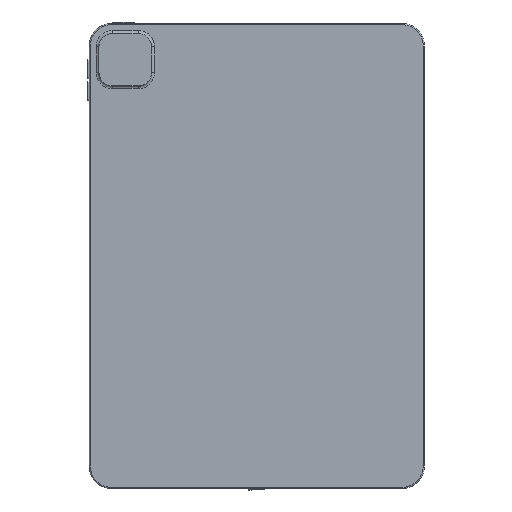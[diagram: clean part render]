
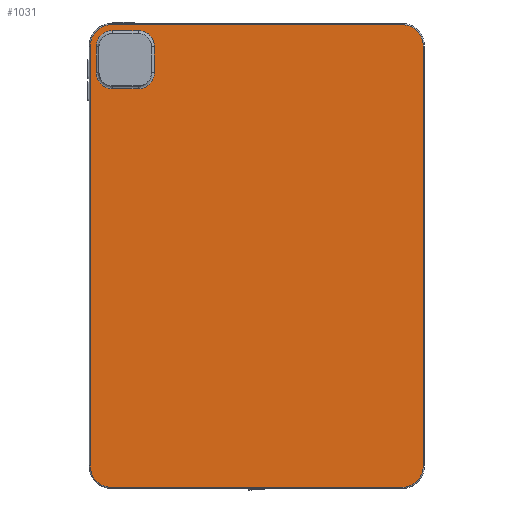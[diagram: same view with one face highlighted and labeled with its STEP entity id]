
A CAD part, front view. The second image highlights one B-rep face of the part: STEP entity #1031.
In plain terms, the highlighted free-form (B-spline) face has degree [1, 1] with [2, 2] control points.
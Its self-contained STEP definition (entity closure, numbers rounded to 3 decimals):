
#1031 = ADVANCED_FACE('',(#1032,#1094),#1156,.T.);
#1032 = FACE_BOUND('',#1033,.T.);
#1033 = EDGE_LOOP('',(#1034,#1044,#1051,#1059,#1066,#1074,#1081,#1089));
#1034 = ORIENTED_EDGE('',*,*,#1035,.T.);
#1035 = EDGE_CURVE('',#1036,#1038,#1040,.T.);
#1036 = VERTEX_POINT('',#1037);
#1037 = CARTESIAN_POINT('',(298.086,0.,61.103));
#1038 = VERTEX_POINT('',#1039);
#1039 = CARTESIAN_POINT('',(290.836,0.,68.353));
#1040 = ( BOUNDED_CURVE() B_SPLINE_CURVE(2,(#1041,#1042,#1043),
.UNSPECIFIED.,.F.,.F.) B_SPLINE_CURVE_WITH_KNOTS((3,3),(0.,
1.571),.PIECEWISE_BEZIER_KNOTS.) CURVE() 
GEOMETRIC_REPRESENTATION_ITEM() RATIONAL_B_SPLINE_CURVE((1.,
0.707,1.)) REPRESENTATION_ITEM('') );
#1041 = CARTESIAN_POINT('',(298.086,0.,61.103));
#1042 = CARTESIAN_POINT('',(290.836,0.,61.103));
#1043 = CARTESIAN_POINT('',(290.836,0.,68.353));
#1044 = ORIENTED_EDGE('',*,*,#1045,.T.);
#1045 = EDGE_CURVE('',#1038,#1046,#1048,.T.);
#1046 = VERTEX_POINT('',#1047);
#1047 = CARTESIAN_POINT('',(290.836,0.,79.854));
#1048 = B_SPLINE_CURVE_WITH_KNOTS('',1,(#1049,#1050),.UNSPECIFIED.,.F.,
  .F.,(2,2),(0.,13.712),.PIECEWISE_BEZIER_KNOTS.);
#1049 = CARTESIAN_POINT('',(290.836,0.,68.353));
#1050 = CARTESIAN_POINT('',(290.836,0.,79.854));
#1051 = ORIENTED_EDGE('',*,*,#1052,.T.);
#1052 = EDGE_CURVE('',#1046,#1053,#1055,.T.);
#1053 = VERTEX_POINT('',#1054);
#1054 = CARTESIAN_POINT('',(298.086,0.,87.104));
#1055 = ( BOUNDED_CURVE() B_SPLINE_CURVE(2,(#1056,#1057,#1058),
.UNSPECIFIED.,.F.,.F.) B_SPLINE_CURVE_WITH_KNOTS((3,3),(1.571,
3.142),.PIECEWISE_BEZIER_KNOTS.) CURVE() 
GEOMETRIC_REPRESENTATION_ITEM() RATIONAL_B_SPLINE_CURVE((1.,
0.707,1.)) REPRESENTATION_ITEM('') );
#1056 = CARTESIAN_POINT('',(290.836,0.,79.854));
#1057 = CARTESIAN_POINT('',(290.836,0.,87.104));
#1058 = CARTESIAN_POINT('',(298.086,0.,87.104));
#1059 = ORIENTED_EDGE('',*,*,#1060,.T.);
#1060 = EDGE_CURVE('',#1053,#1061,#1063,.T.);
#1061 = VERTEX_POINT('',#1062);
#1062 = CARTESIAN_POINT('',(309.587,0.,87.104));
#1063 = B_SPLINE_CURVE_WITH_KNOTS('',1,(#1064,#1065),.UNSPECIFIED.,.F.,
  .F.,(2,2),(0.,13.712),.PIECEWISE_BEZIER_KNOTS.);
#1064 = CARTESIAN_POINT('',(298.086,0.,87.104));
#1065 = CARTESIAN_POINT('',(309.587,0.,87.104));
#1066 = ORIENTED_EDGE('',*,*,#1067,.T.);
#1067 = EDGE_CURVE('',#1061,#1068,#1070,.T.);
#1068 = VERTEX_POINT('',#1069);
#1069 = CARTESIAN_POINT('',(316.837,0.,79.854));
#1070 = ( BOUNDED_CURVE() B_SPLINE_CURVE(2,(#1071,#1072,#1073),
.UNSPECIFIED.,.F.,.F.) B_SPLINE_CURVE_WITH_KNOTS((3,3),(3.142,
4.712),.PIECEWISE_BEZIER_KNOTS.) CURVE() 
GEOMETRIC_REPRESENTATION_ITEM() RATIONAL_B_SPLINE_CURVE((1.,
0.707,1.)) REPRESENTATION_ITEM('') );
#1071 = CARTESIAN_POINT('',(309.587,0.,87.104));
#1072 = CARTESIAN_POINT('',(316.837,0.,87.104));
#1073 = CARTESIAN_POINT('',(316.837,0.,79.854));
#1074 = ORIENTED_EDGE('',*,*,#1075,.T.);
#1075 = EDGE_CURVE('',#1068,#1076,#1078,.T.);
#1076 = VERTEX_POINT('',#1077);
#1077 = CARTESIAN_POINT('',(316.837,0.,68.353));
#1078 = B_SPLINE_CURVE_WITH_KNOTS('',1,(#1079,#1080),.UNSPECIFIED.,.F.,
  .F.,(2,2),(0.,13.712),.PIECEWISE_BEZIER_KNOTS.);
#1079 = CARTESIAN_POINT('',(316.837,0.,79.854));
#1080 = CARTESIAN_POINT('',(316.837,0.,68.353));
#1081 = ORIENTED_EDGE('',*,*,#1082,.T.);
#1082 = EDGE_CURVE('',#1076,#1083,#1085,.T.);
#1083 = VERTEX_POINT('',#1084);
#1084 = CARTESIAN_POINT('',(309.587,0.,61.103));
#1085 = ( BOUNDED_CURVE() B_SPLINE_CURVE(2,(#1086,#1087,#1088),
.UNSPECIFIED.,.F.,.F.) B_SPLINE_CURVE_WITH_KNOTS((3,3),(4.712,
6.283),.PIECEWISE_BEZIER_KNOTS.) CURVE() 
GEOMETRIC_REPRESENTATION_ITEM() RATIONAL_B_SPLINE_CURVE((1.,
0.707,1.)) REPRESENTATION_ITEM('') );
#1086 = CARTESIAN_POINT('',(316.837,0.,68.353));
#1087 = CARTESIAN_POINT('',(316.837,0.,61.103));
#1088 = CARTESIAN_POINT('',(309.587,0.,61.103));
#1089 = ORIENTED_EDGE('',*,*,#1090,.T.);
#1090 = EDGE_CURVE('',#1083,#1036,#1091,.T.);
#1091 = B_SPLINE_CURVE_WITH_KNOTS('',1,(#1092,#1093),.UNSPECIFIED.,.F.,
  .F.,(2,2),(0.,13.712),.PIECEWISE_BEZIER_KNOTS.);
#1092 = CARTESIAN_POINT('',(309.587,0.,61.103));
#1093 = CARTESIAN_POINT('',(298.086,0.,61.103));
#1094 = FACE_BOUND('',#1095,.T.);
#1095 = EDGE_LOOP('',(#1096,#1105,#1113,#1120,#1128,#1135,#1143,#1150));
#1096 = ORIENTED_EDGE('',*,*,#1097,.T.);
#1097 = EDGE_CURVE('',#1098,#1100,#1102,.T.);
#1098 = VERTEX_POINT('',#1099);
#1099 = CARTESIAN_POINT('',(297.756,0.,-116.922));
#1100 = VERTEX_POINT('',#1101);
#1101 = CARTESIAN_POINT('',(427.342,0.,-116.922));
#1102 = B_SPLINE_CURVE_WITH_KNOTS('',1,(#1103,#1104),.UNSPECIFIED.,.F.,
  .F.,(2,2),(0.,154.5),.PIECEWISE_BEZIER_KNOTS.);
#1103 = CARTESIAN_POINT('',(297.756,0.,-116.922));
#1104 = CARTESIAN_POINT('',(427.342,0.,-116.922));
#1105 = ORIENTED_EDGE('',*,*,#1106,.T.);
#1106 = EDGE_CURVE('',#1100,#1107,#1109,.T.);
#1107 = VERTEX_POINT('',#1108);
#1108 = CARTESIAN_POINT('',(436.904,0.,-107.36));
#1109 = ( BOUNDED_CURVE() B_SPLINE_CURVE(2,(#1110,#1111,#1112),
.UNSPECIFIED.,.F.,.F.) B_SPLINE_CURVE_WITH_KNOTS((3,3),(0.,
1.571),.PIECEWISE_BEZIER_KNOTS.) CURVE() 
GEOMETRIC_REPRESENTATION_ITEM() RATIONAL_B_SPLINE_CURVE((1.,
0.707,1.)) REPRESENTATION_ITEM('') );
#1110 = CARTESIAN_POINT('',(427.342,0.,-116.922));
#1111 = CARTESIAN_POINT('',(436.904,0.,-116.922));
#1112 = CARTESIAN_POINT('',(436.904,0.,-107.36));
#1113 = ORIENTED_EDGE('',*,*,#1114,.T.);
#1114 = EDGE_CURVE('',#1107,#1115,#1117,.T.);
#1115 = VERTEX_POINT('',#1116);
#1116 = CARTESIAN_POINT('',(436.904,0.,80.184));
#1117 = B_SPLINE_CURVE_WITH_KNOTS('',1,(#1118,#1119),.UNSPECIFIED.,.F.,
  .F.,(2,2),(0.,223.6),.PIECEWISE_BEZIER_KNOTS.);
#1118 = CARTESIAN_POINT('',(436.904,0.,-107.36));
#1119 = CARTESIAN_POINT('',(436.904,0.,80.184));
#1120 = ORIENTED_EDGE('',*,*,#1121,.T.);
#1121 = EDGE_CURVE('',#1115,#1122,#1124,.T.);
#1122 = VERTEX_POINT('',#1123);
#1123 = CARTESIAN_POINT('',(427.342,0.,89.746));
#1124 = ( BOUNDED_CURVE() B_SPLINE_CURVE(2,(#1125,#1126,#1127),
.UNSPECIFIED.,.F.,.F.) B_SPLINE_CURVE_WITH_KNOTS((3,3),(1.571,
3.142),.PIECEWISE_BEZIER_KNOTS.) CURVE() 
GEOMETRIC_REPRESENTATION_ITEM() RATIONAL_B_SPLINE_CURVE((1.,
0.707,1.)) REPRESENTATION_ITEM('') );
#1125 = CARTESIAN_POINT('',(436.904,0.,80.184));
#1126 = CARTESIAN_POINT('',(436.904,0.,89.746));
#1127 = CARTESIAN_POINT('',(427.342,0.,89.746));
#1128 = ORIENTED_EDGE('',*,*,#1129,.T.);
#1129 = EDGE_CURVE('',#1122,#1130,#1132,.T.);
#1130 = VERTEX_POINT('',#1131);
#1131 = CARTESIAN_POINT('',(297.756,0.,89.746));
#1132 = B_SPLINE_CURVE_WITH_KNOTS('',1,(#1133,#1134),.UNSPECIFIED.,.F.,
  .F.,(2,2),(0.,154.5),.PIECEWISE_BEZIER_KNOTS.);
#1133 = CARTESIAN_POINT('',(427.342,0.,89.746));
#1134 = CARTESIAN_POINT('',(297.756,0.,89.746));
#1135 = ORIENTED_EDGE('',*,*,#1136,.T.);
#1136 = EDGE_CURVE('',#1130,#1137,#1139,.T.);
#1137 = VERTEX_POINT('',#1138);
#1138 = CARTESIAN_POINT('',(288.194,0.,80.184));
#1139 = ( BOUNDED_CURVE() B_SPLINE_CURVE(2,(#1140,#1141,#1142),
.UNSPECIFIED.,.F.,.F.) B_SPLINE_CURVE_WITH_KNOTS((3,3),(3.142,
4.712),.PIECEWISE_BEZIER_KNOTS.) CURVE() 
GEOMETRIC_REPRESENTATION_ITEM() RATIONAL_B_SPLINE_CURVE((1.,
0.707,1.)) REPRESENTATION_ITEM('') );
#1140 = CARTESIAN_POINT('',(297.756,0.,89.746));
#1141 = CARTESIAN_POINT('',(288.194,0.,89.746));
#1142 = CARTESIAN_POINT('',(288.194,0.,80.184));
#1143 = ORIENTED_EDGE('',*,*,#1144,.T.);
#1144 = EDGE_CURVE('',#1137,#1145,#1147,.T.);
#1145 = VERTEX_POINT('',#1146);
#1146 = CARTESIAN_POINT('',(288.194,0.,-107.36));
#1147 = B_SPLINE_CURVE_WITH_KNOTS('',1,(#1148,#1149),.UNSPECIFIED.,.F.,
  .F.,(2,2),(-0.,223.6),.PIECEWISE_BEZIER_KNOTS.);
#1148 = CARTESIAN_POINT('',(288.194,0.,80.184));
#1149 = CARTESIAN_POINT('',(288.194,0.,-107.36));
#1150 = ORIENTED_EDGE('',*,*,#1151,.T.);
#1151 = EDGE_CURVE('',#1145,#1098,#1152,.T.);
#1152 = ( BOUNDED_CURVE() B_SPLINE_CURVE(2,(#1153,#1154,#1155),
.UNSPECIFIED.,.F.,.F.) B_SPLINE_CURVE_WITH_KNOTS((3,3),(4.712,
6.283),.PIECEWISE_BEZIER_KNOTS.) CURVE() 
GEOMETRIC_REPRESENTATION_ITEM() RATIONAL_B_SPLINE_CURVE((1.,
0.707,1.)) REPRESENTATION_ITEM('') );
#1153 = CARTESIAN_POINT('',(288.194,0.,-107.36));
#1154 = CARTESIAN_POINT('',(288.194,0.,-116.922));
#1155 = CARTESIAN_POINT('',(297.756,0.,-116.922));
#1156 = B_SPLINE_SURFACE_WITH_KNOTS('',1,1,(
    (#1157,#1158)
    ,(#1159,#1160
  )),.UNSPECIFIED.,.F.,.F.,.F.,(2,2),(2,2),(-107.,139.4),(120.6,297.9),
  .PIECEWISE_BEZIER_KNOTS.);
#1157 = CARTESIAN_POINT('',(288.194,0.,89.746));
#1158 = CARTESIAN_POINT('',(436.904,0.,89.746));
#1159 = CARTESIAN_POINT('',(288.194,0.,-116.922));
#1160 = CARTESIAN_POINT('',(436.904,0.,-116.922));
